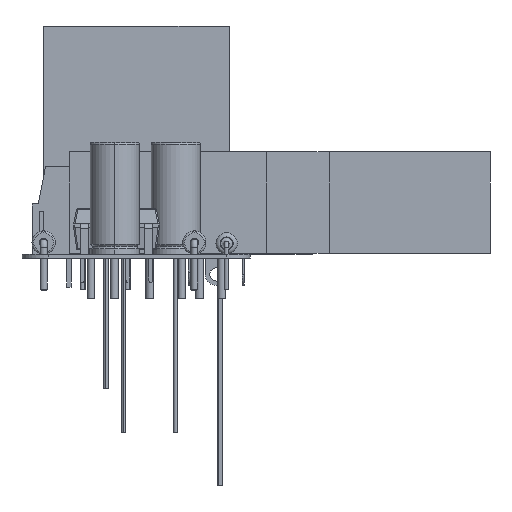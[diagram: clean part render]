
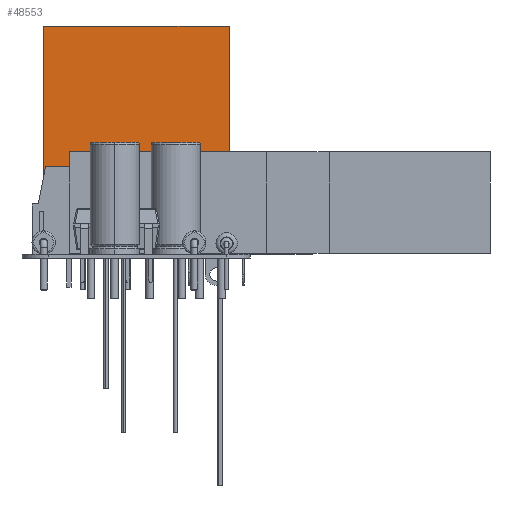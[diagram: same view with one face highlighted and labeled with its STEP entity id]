
A CAD part, left-side view. The second image highlights one B-rep face of the part: STEP entity #48553.
In plain terms, the highlighted planar face has unit normal (-1, 0, 0).
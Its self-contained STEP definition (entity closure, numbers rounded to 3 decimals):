
#48528 = VERTEX_POINT('',#48529);
#48529 = CARTESIAN_POINT('',(170.129,85.096,25.5));
#48535 = EDGE_CURVE('',#48536,#48528,#48538,.T.);
#48536 = VERTEX_POINT('',#48537);
#48537 = CARTESIAN_POINT('',(170.129,85.096,0.1));
#48538 = LINE('',#48539,#48540);
#48539 = CARTESIAN_POINT('',(170.129,85.096,0.1));
#48540 = VECTOR('',#48541,1.);
#48541 = DIRECTION('',(0.,0.,1.));
#48553 = ADVANCED_FACE('',(#48554),#48579,.F.);
#48554 = FACE_BOUND('',#48555,.F.);
#48555 = EDGE_LOOP('',(#48556,#48557,#48565,#48573));
#48556 = ORIENTED_EDGE('',*,*,#48535,.T.);
#48557 = ORIENTED_EDGE('',*,*,#48558,.T.);
#48558 = EDGE_CURVE('',#48528,#48559,#48561,.T.);
#48559 = VERTEX_POINT('',#48560);
#48560 = CARTESIAN_POINT('',(170.129,64.296,25.5));
#48561 = LINE('',#48562,#48563);
#48562 = CARTESIAN_POINT('',(170.129,85.096,25.5));
#48563 = VECTOR('',#48564,1.);
#48564 = DIRECTION('',(0.,-1.,0.));
#48565 = ORIENTED_EDGE('',*,*,#48566,.F.);
#48566 = EDGE_CURVE('',#48567,#48559,#48569,.T.);
#48567 = VERTEX_POINT('',#48568);
#48568 = CARTESIAN_POINT('',(170.129,64.296,0.1));
#48569 = LINE('',#48570,#48571);
#48570 = CARTESIAN_POINT('',(170.129,64.296,0.1));
#48571 = VECTOR('',#48572,1.);
#48572 = DIRECTION('',(0.,0.,1.));
#48573 = ORIENTED_EDGE('',*,*,#48574,.F.);
#48574 = EDGE_CURVE('',#48536,#48567,#48575,.T.);
#48575 = LINE('',#48576,#48577);
#48576 = CARTESIAN_POINT('',(170.129,85.096,0.1));
#48577 = VECTOR('',#48578,1.);
#48578 = DIRECTION('',(0.,-1.,0.));
#48579 = PLANE('',#48580);
#48580 = AXIS2_PLACEMENT_3D('',#48581,#48582,#48583);
#48581 = CARTESIAN_POINT('',(170.129,85.096,0.1));
#48582 = DIRECTION('',(1.,0.,0.));
#48583 = DIRECTION('',(0.,-1.,0.));
